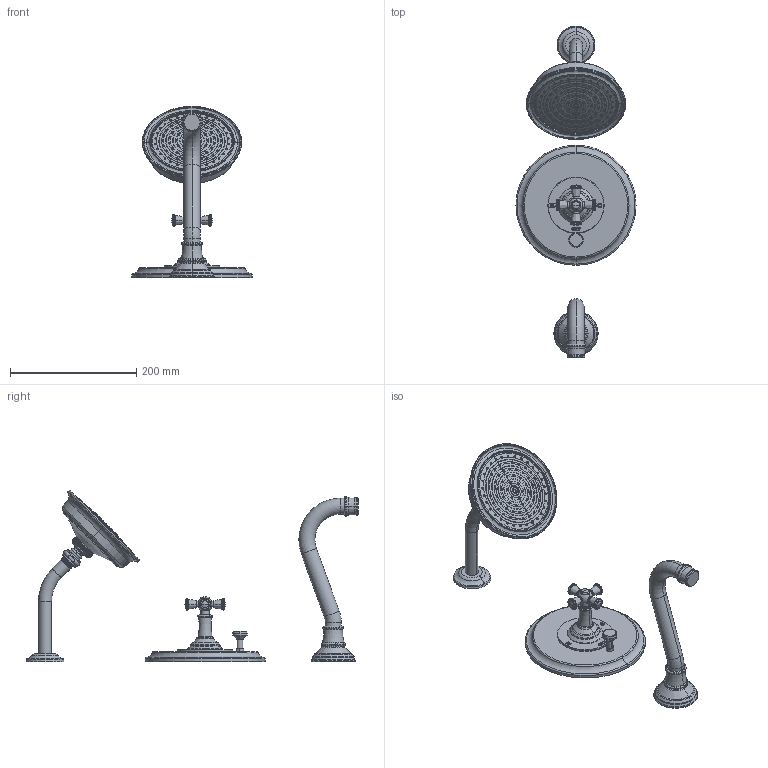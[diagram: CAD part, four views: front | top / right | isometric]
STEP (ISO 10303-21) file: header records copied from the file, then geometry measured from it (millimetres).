
FILE_DESCRIPTION((''),'2;1');
FILE_NAME('3-2462BP','2021-05-28T15:08:22',('jinson.thomas'),(''),'CREO PARAMETRIC BY PTC INC, 2018400','CREO PARAMETRIC BY PTC INC, 2018400','');
FILE_SCHEMA(('CONFIG_CONTROL_DESIGN'));
Products named in the file (1): 3-2462BP
Bounding box: 190.5 x 526.53 x 271.55 mm (x, y, z)
Volume: 1361673.5 mm3; surface area: 186244.6 mm2
Topology: 3 solids, 3 shells, 1375 faces, 3316 edges, 2157 vertices
Faces by surface type: torus 396, plane 279, cylinder 258, cone 202, sphere 116, extrusion 95, bspline 29
Entity records: 60989 total; most frequent: CARTESIAN_POINT 29519, ORIENTED_EDGE 6612, DIRECTION 6362, EDGE_CURVE 3306, AXIS2_PLACEMENT_3D 2702, VERTEX_POINT 2157, EDGE_LOOP 1595, CIRCLE 1451
